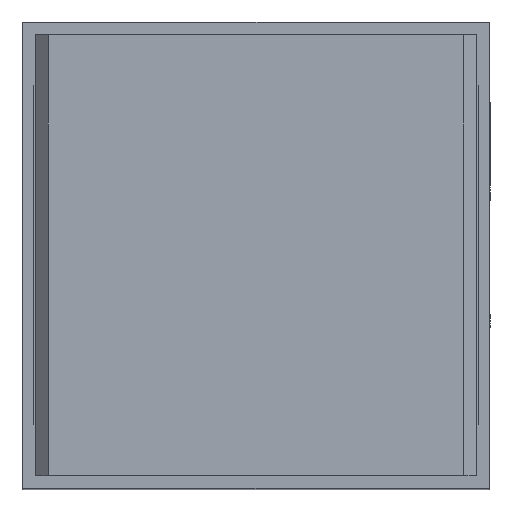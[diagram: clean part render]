
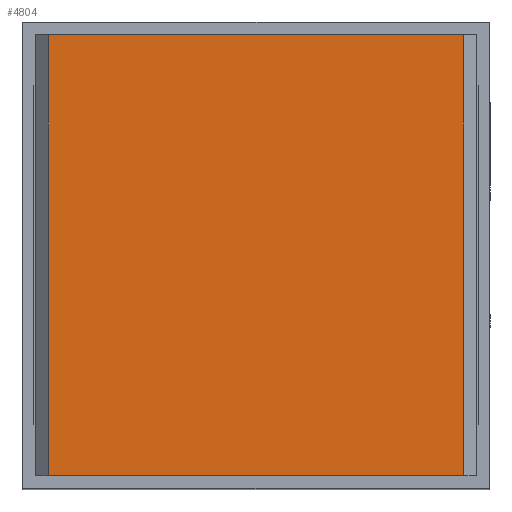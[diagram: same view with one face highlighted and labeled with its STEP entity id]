
A CAD part, top view. The second image highlights one B-rep face of the part: STEP entity #4804.
In plain terms, the highlighted planar face has unit normal (0, 0, 1).
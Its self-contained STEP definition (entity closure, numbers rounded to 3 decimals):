
#564=FACE_OUTER_BOUND('',#814,.T.);
#814=EDGE_LOOP('',(#4385,#4386,#4387,#4388));
#1311=LINE('',#8074,#1815);
#1312=LINE('',#8076,#1816);
#1313=LINE('',#8078,#1817);
#1314=LINE('',#8079,#1818);
#1815=VECTOR('',#6649,1000.);
#1816=VECTOR('',#6650,1000.);
#1817=VECTOR('',#6651,1000.);
#1818=VECTOR('',#6652,1000.);
#2293=VERTEX_POINT('',#8072);
#2294=VERTEX_POINT('',#8073);
#2295=VERTEX_POINT('',#8075);
#2296=VERTEX_POINT('',#8077);
#2995=EDGE_CURVE('',#2293,#2294,#1311,.T.);
#2996=EDGE_CURVE('',#2294,#2295,#1312,.T.);
#2997=EDGE_CURVE('',#2295,#2296,#1313,.T.);
#2998=EDGE_CURVE('',#2296,#2293,#1314,.T.);
#4385=ORIENTED_EDGE('',*,*,#2995,.T.);
#4386=ORIENTED_EDGE('',*,*,#2996,.T.);
#4387=ORIENTED_EDGE('',*,*,#2997,.T.);
#4388=ORIENTED_EDGE('',*,*,#2998,.T.);
#4560=PLANE('',#5266);
#4804=ADVANCED_FACE('',(#564),#4560,.F.);
#5266=AXIS2_PLACEMENT_3D('',#8071,#6647,#6648);
#6647=DIRECTION('center_axis',(0.,0.,-1.));
#6648=DIRECTION('ref_axis',(-1.,0.,0.));
#6649=DIRECTION('',(1.,0.,0.));
#6650=DIRECTION('',(0.,1.,0.));
#6651=DIRECTION('',(-1.,0.,0.));
#6652=DIRECTION('',(0.,-1.,0.));
#8071=CARTESIAN_POINT('Origin',(-2.6,2.6,5.));
#8072=CARTESIAN_POINT('',(-2.45,-2.6,5.));
#8073=CARTESIAN_POINT('',(2.45,-2.6,5.));
#8074=CARTESIAN_POINT('',(-2.6,-2.6,5.));
#8075=CARTESIAN_POINT('',(2.45,2.6,5.));
#8076=CARTESIAN_POINT('',(2.45,2.6,5.));
#8077=CARTESIAN_POINT('',(-2.45,2.6,5.));
#8078=CARTESIAN_POINT('',(2.6,2.6,5.));
#8079=CARTESIAN_POINT('',(-2.45,2.6,5.));
